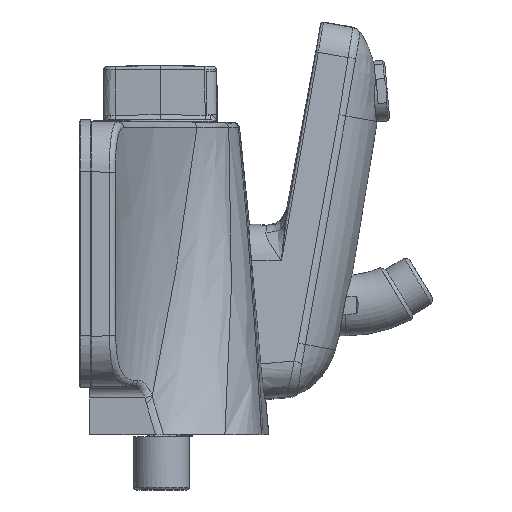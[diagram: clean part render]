
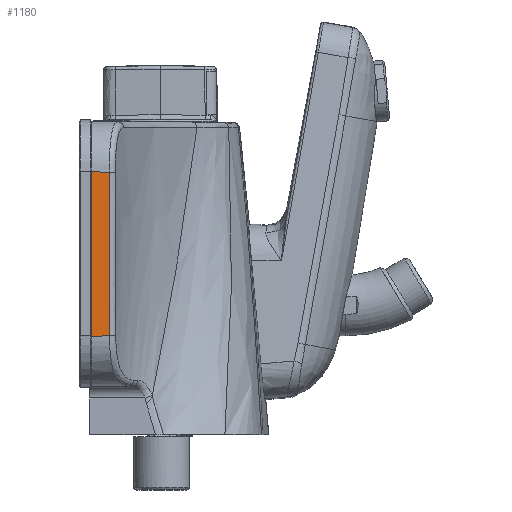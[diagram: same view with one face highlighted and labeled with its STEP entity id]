
A CAD part, left-side view. The second image highlights one B-rep face of the part: STEP entity #1180.
In plain terms, the highlighted cylindrical face has radius 2000 mm (diameter 4000 mm), a partial arc.
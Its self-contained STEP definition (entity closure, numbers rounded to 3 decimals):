
#795 = VECTOR ( 'NONE', #15863, 1000. ) ;
#1115 = EDGE_CURVE ( 'NONE', #18545, #6554, #12827, .T. ) ;
#1180 = ADVANCED_FACE ( 'NONE', ( #6887 ), #3518, .T. ) ;
#1331 = EDGE_CURVE ( 'NONE', #6554, #5952, #26423, .T. ) ;
#1453 = EDGE_CURVE ( 'NONE', #15394, #5952, #19485, .T. ) ;
#1493 = EDGE_CURVE ( 'NONE', #15394, #6576, #18022, .T. ) ;
#1502 = EDGE_CURVE ( 'NONE', #6576, #18545, #3489, .T. ) ;
#1786 = CARTESIAN_POINT ( 'NONE',  ( -184.888, -5.894, 102.151 ) ) ;
#3489 = LINE ( 'NONE', #14016, #13926 ) ;
#3518 = CYLINDRICAL_SURFACE ( 'NONE', #15029, 2000. ) ;
#3849 = ORIENTED_EDGE ( 'NONE', *, *, #1331, .T. ) ;
#5952 = VERTEX_POINT ( 'NONE', #22416 ) ;
#6554 = VERTEX_POINT ( 'NONE', #12209 ) ;
#6576 = VERTEX_POINT ( 'NONE', #11948 ) ;
#6887 = FACE_OUTER_BOUND ( 'NONE', #27175, .T. ) ;
#7038 = ORIENTED_EDGE ( 'NONE', *, *, #1502, .T. ) ;
#11117 = ORIENTED_EDGE ( 'NONE', *, *, #1453, .F. ) ;
#11254 = ORIENTED_EDGE ( 'NONE', *, *, #1493, .T. ) ;
#11948 = CARTESIAN_POINT ( 'NONE',  ( -184.887, -5.977, 37.649 ) ) ;
#12196 = ORIENTED_EDGE ( 'NONE', *, *, #1115, .T. ) ;
#12209 = CARTESIAN_POINT ( 'NONE',  ( -185.021, 1.221, 102.379 ) ) ;
#12827 = B_SPLINE_CURVE_WITH_KNOTS ( 'NONE', 3,
 ( #20413, #21348, #20856, #20387 ),
 .UNSPECIFIED., .F., .F.,
 ( 4, 4 ),
 ( 0., 0.914 ),
 .UNSPECIFIED. ) ;
#13889 = CARTESIAN_POINT ( 'NONE',  ( -184.887, -5.977, 37.649 ) ) ;
#13926 = VECTOR ( 'NONE', #25100, 1000. ) ;
#14016 = CARTESIAN_POINT ( 'NONE',  ( -184.888, -5.933, 69.9 ) ) ;
#14196 = CARTESIAN_POINT ( 'NONE',  ( -185.021, 1.221, 37.425 ) ) ;
#14322 = CARTESIAN_POINT ( 'NONE',  ( -185.021, 1.221, 37.6 ) ) ;
#14359 = CARTESIAN_POINT ( 'NONE',  ( -185.021, 1.221, 37.542 ) ) ;
#14389 = CARTESIAN_POINT ( 'NONE',  ( -184.981, -1.178, 37.499 ) ) ;
#14416 = CARTESIAN_POINT ( 'NONE',  ( -185.021, 1.221, 37.483 ) ) ;
#14872 = CARTESIAN_POINT ( 'NONE',  ( -185.021, 1.221, 37.425 ) ) ;
#15029 = AXIS2_PLACEMENT_3D ( 'NONE', #19071, #19038, #20535 ) ;
#15394 = VERTEX_POINT ( 'NONE', #20060 ) ;
#15671 = CARTESIAN_POINT ( 'NONE',  ( -185.021, 1.221, 122.6 ) ) ;
#15863 = DIRECTION ( 'NONE',  ( 0., 0., -1. ) ) ;
#18022 = B_SPLINE_CURVE_WITH_KNOTS ( 'NONE', 3,
 ( #14196, #14389, #18843, #13889 ),
 .UNSPECIFIED., .F., .F.,
 ( 4, 4 ),
 ( 0.085, 1. ),
 .UNSPECIFIED. ) ;
#18545 = VERTEX_POINT ( 'NONE', #1786 ) ;
#18843 = CARTESIAN_POINT ( 'NONE',  ( -184.936, -3.578, 37.574 ) ) ;
#19038 = DIRECTION ( 'NONE',  ( 0., 0., -1. ) ) ;
#19071 = CARTESIAN_POINT ( 'NONE',  ( 1814.695, 34.905, 122.6 ) ) ;
#19485 = B_SPLINE_CURVE_WITH_KNOTS ( 'NONE', 3,
 ( #14872, #14416, #14359, #14322 ),
 .UNSPECIFIED., .F., .F.,
 ( 4, 4 ),
 ( 0., 0. ),
 .UNSPECIFIED. ) ;
#20060 = CARTESIAN_POINT ( 'NONE',  ( -185.021, 1.221, 37.425 ) ) ;
#20387 = CARTESIAN_POINT ( 'NONE',  ( -185.021, 1.221, 102.379 ) ) ;
#20413 = CARTESIAN_POINT ( 'NONE',  ( -184.888, -5.894, 102.151 ) ) ;
#20535 = DIRECTION ( 'NONE',  ( 0., -1., 0. ) ) ;
#20856 = CARTESIAN_POINT ( 'NONE',  ( -184.981, -1.151, 102.303 ) ) ;
#21348 = CARTESIAN_POINT ( 'NONE',  ( -184.937, -3.522, 102.227 ) ) ;
#22416 = CARTESIAN_POINT ( 'NONE',  ( -185.021, 1.221, 37.6 ) ) ;
#25100 = DIRECTION ( 'NONE',  ( 0., 0.001, 1. ) ) ;
#26423 = LINE ( 'NONE', #15671, #795 ) ;
#27175 = EDGE_LOOP ( 'NONE', ( #12196, #3849, #11117, #11254, #7038 ) ) ;
